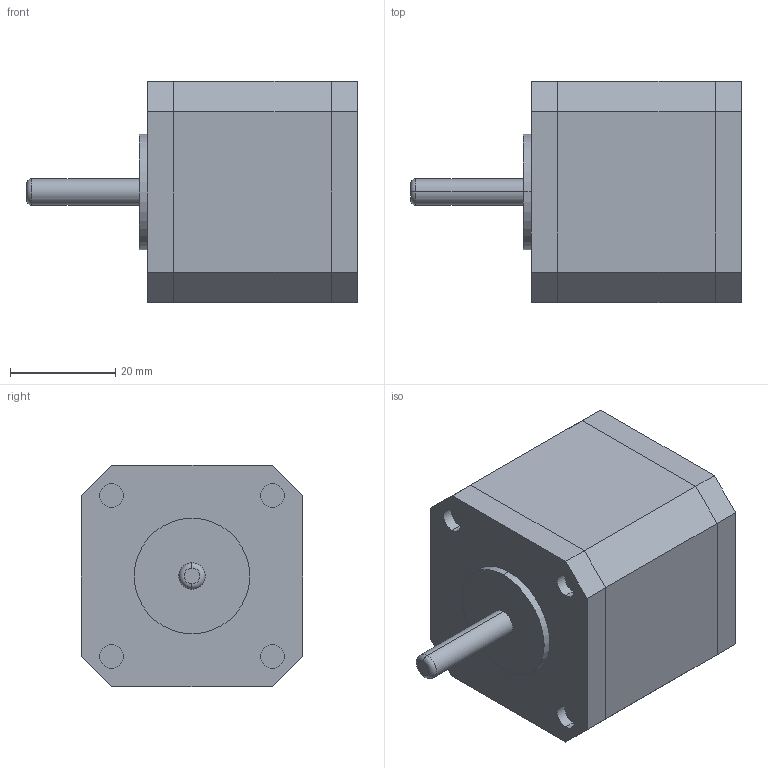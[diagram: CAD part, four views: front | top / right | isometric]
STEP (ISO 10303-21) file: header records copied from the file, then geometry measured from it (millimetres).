
FILE_DESCRIPTION (( 'STEP AP214' ), '1' );
FILE_NAME ('NEMA 17.STEP', '2023-01-31T14:15:38', ( '' ), ( '' ), 'SwSTEP 2.0', 'SolidWorks 2022', '' );
FILE_SCHEMA (( 'AUTOMOTIVE_DESIGN' ));
Length unit declared in the file: millimetre
Products named in the file (1): NEMA 17
Bounding box: 63 x 42.1 x 42.1 mm (x, y, z)
Volume: 69113.4 mm3; surface area: 16982.1 mm2
Topology: 3 solids, 3 shells, 50 faces, 112 edges, 74 vertices
Faces by surface type: plane 36, cylinder 12, torus 2
Entity records: 1935 total; most frequent: DIRECTION 242, CARTESIAN_POINT 237, ORIENTED_EDGE 224, EDGE_CURVE 112, VECTOR 84, LINE 84, AXIS2_PLACEMENT_3D 79, VERTEX_POINT 74
